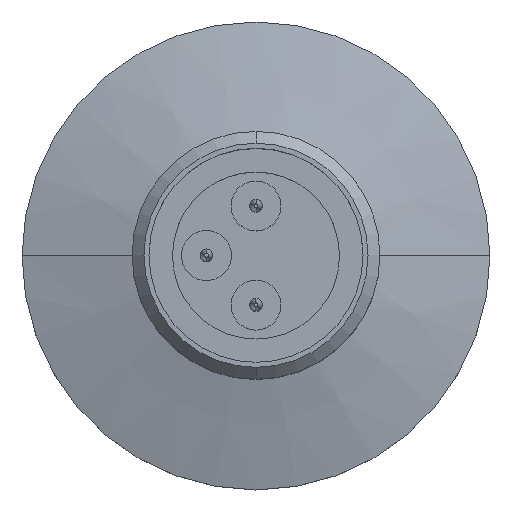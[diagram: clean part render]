
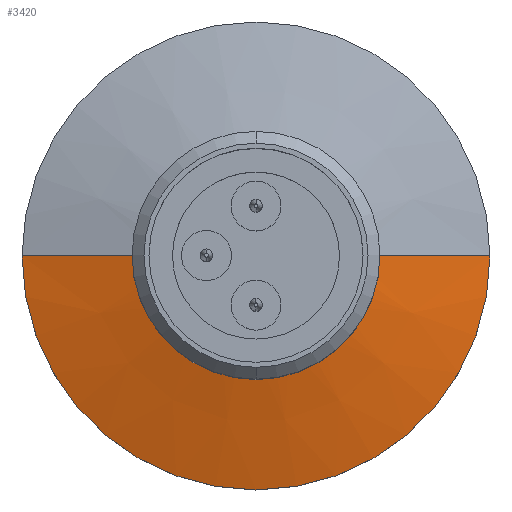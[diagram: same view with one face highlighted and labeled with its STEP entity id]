
A CAD part, top view. The second image highlights one B-rep face of the part: STEP entity #3420.
In plain terms, the highlighted conical face has half-angle 75 degrees and reference radius 4.037 mm.
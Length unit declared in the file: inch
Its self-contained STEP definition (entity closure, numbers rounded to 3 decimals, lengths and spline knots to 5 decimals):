
#149 = DIRECTION ( 'NONE',  ( -1., 0., 0. ) ) ;
#164 = CARTESIAN_POINT ( 'NONE',  ( 0.59, 0., 0.1 ) ) ;
#231 = CARTESIAN_POINT ( 'NONE',  ( 0., 0., 0.1 ) ) ;
#261 = CARTESIAN_POINT ( 'NONE',  ( 0.2485, 0., 0.1915 ) ) ;
#268 = CARTESIAN_POINT ( 'NONE',  ( -0.59, 0., 0.1 ) ) ;
#279 = DIRECTION ( 'NONE',  ( 0., 0., -1. ) ) ;
#395 = DIRECTION ( 'NONE',  ( -0.966, 0., -0.259 ) ) ;
#483 = DIRECTION ( 'NONE',  ( 0., 0., 1. ) ) ;
#490 = CARTESIAN_POINT ( 'NONE',  ( 0., -0.2485, 0.1915 ) ) ;
#530 = CARTESIAN_POINT ( 'NONE',  ( 0., 0., 0.1915 ) ) ;
#549 = DIRECTION ( 'NONE',  ( -1., 0., 0. ) ) ;
#664 = DIRECTION ( 'NONE',  ( 0.966, 0., -0.259 ) ) ;
#674 = CARTESIAN_POINT ( 'NONE',  ( -0.2485, 0., 0.1915 ) ) ;
#787 = CARTESIAN_POINT ( 'NONE',  ( 0.15895, 0., 0.2155 ) ) ;
#911 = CARTESIAN_POINT ( 'NONE',  ( -0.15895, 0., 0.2155 ) ) ;
#1026 = DIRECTION ( 'NONE',  ( 0., 0., -1. ) ) ;
#1031 = DIRECTION ( 'NONE',  ( -1., 0., 0. ) ) ;
#1060 = DIRECTION ( 'NONE',  ( -1., 0., 0. ) ) ;
#1114 = CARTESIAN_POINT ( 'NONE',  ( 0., 0., 0.2155 ) ) ;
#1149 = CARTESIAN_POINT ( 'NONE',  ( 0., 0., 0.1915 ) ) ;
#1374 = DIRECTION ( 'NONE',  ( 0., 0., 1. ) ) ;
#1446 = VERTEX_POINT ( 'NONE', #261 ) ;
#1487 = VERTEX_POINT ( 'NONE', #164 ) ;
#1495 = CIRCLE ( 'NONE', #2311, 0.59 ) ;
#1587 = VERTEX_POINT ( 'NONE', #674 ) ;
#1691 = LINE ( 'NONE', #787, #1865 ) ;
#1865 = VECTOR ( 'NONE', #664, 39.37008 ) ;
#1874 = EDGE_LOOP ( 'NONE', ( #2756, #2723, #2710, #2771, #2558 ) ) ;
#1901 = VERTEX_POINT ( 'NONE', #490 ) ;
#1938 = VERTEX_POINT ( 'NONE', #268 ) ;
#1982 = EDGE_CURVE ( 'NONE', #1446, #1487, #1691, .T. ) ;
#1986 = EDGE_CURVE ( 'NONE', #1487, #1938, #1495, .T. ) ;
#2076 = AXIS2_PLACEMENT_3D ( 'NONE', #530, #483, #549 ) ;
#2088 = EDGE_CURVE ( 'NONE', #1587, #1938, #3360, .T. ) ;
#2222 = AXIS2_PLACEMENT_3D ( 'NONE', #1114, #1026, #1031 ) ;
#2311 = AXIS2_PLACEMENT_3D ( 'NONE', #231, #279, #149 ) ;
#2363 = EDGE_CURVE ( 'NONE', #1901, #1446, #3348, .T. ) ;
#2558 = ORIENTED_EDGE ( 'NONE', *, *, #1986, .F. ) ;
#2710 = ORIENTED_EDGE ( 'NONE', *, *, #3576, .F. ) ;
#2723 = ORIENTED_EDGE ( 'NONE', *, *, #2363, .F. ) ;
#2756 = ORIENTED_EDGE ( 'NONE', *, *, #1982, .F. ) ;
#2771 = ORIENTED_EDGE ( 'NONE', *, *, #2088, .T. ) ;
#3014 = CIRCLE ( 'NONE', #3502, 0.2485 ) ;
#3184 = CONICAL_SURFACE ( 'NONE', #2222, 0.15895, 1.309 ) ;
#3192 = FACE_OUTER_BOUND ( 'NONE', #1874, .T. ) ;
#3228 = VECTOR ( 'NONE', #395, 39.37008 ) ;
#3348 = CIRCLE ( 'NONE', #2076, 0.2485 ) ;
#3360 = LINE ( 'NONE', #911, #3228 ) ;
#3420 = ADVANCED_FACE ( 'NONE', ( #3192 ), #3184, .T. ) ;
#3502 = AXIS2_PLACEMENT_3D ( 'NONE', #1149, #1374, #1060 ) ;
#3576 = EDGE_CURVE ( 'NONE', #1587, #1901, #3014, .T. ) ;
